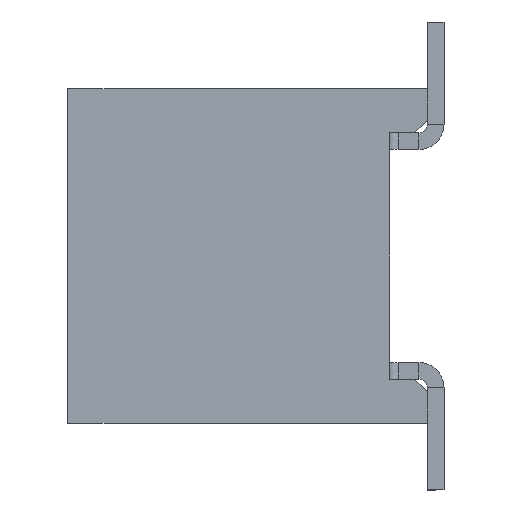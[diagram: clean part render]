
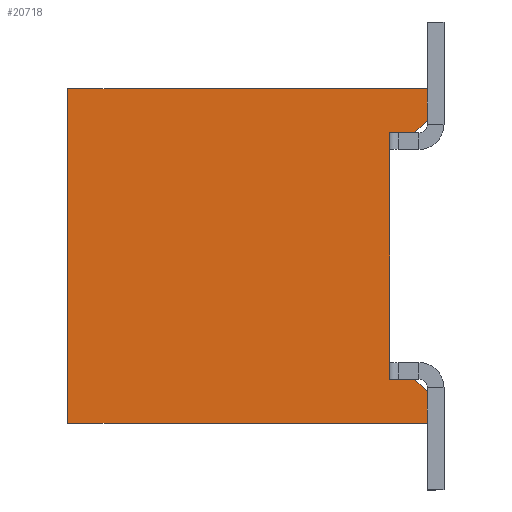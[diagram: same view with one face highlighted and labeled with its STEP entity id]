
A CAD part, left-side view. The second image highlights one B-rep face of the part: STEP entity #20718.
In plain terms, the highlighted planar face has unit normal (-1, 0, 0).
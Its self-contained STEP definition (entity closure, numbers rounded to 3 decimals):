
#989=PLANE('',#22423);
#2131=FACE_OUTER_BOUND('',#3273,.T.);
#3273=EDGE_LOOP('',(#17440,#17441,#17442,#17443,#17444,#17445,#17446,#17447,
#17448,#17449));
#4233=LINE('',#28909,#6273);
#4498=LINE('',#30015,#6538);
#5593=LINE('',#35971,#7633);
#5744=LINE('',#36811,#7784);
#5747=LINE('',#36815,#7787);
#5748=LINE('',#36817,#7788);
#5749=LINE('',#36818,#7789);
#5750=LINE('',#36820,#7790);
#5751=LINE('',#36822,#7791);
#5752=LINE('',#36823,#7792);
#6273=VECTOR('',#23071,1.);
#6538=VECTOR('',#23678,1.);
#7633=VECTOR('',#26891,1.);
#7784=VECTOR('',#27344,1.);
#7787=VECTOR('',#27349,1.);
#7788=VECTOR('',#27352,1.);
#7789=VECTOR('',#27353,1.);
#7790=VECTOR('',#27354,1.);
#7791=VECTOR('',#27355,1.);
#7792=VECTOR('',#27356,1.);
#8292=VERTEX_POINT('',#28906);
#8293=VERTEX_POINT('',#28908);
#8550=VERTEX_POINT('',#30012);
#8551=VERTEX_POINT('',#30014);
#9468=VERTEX_POINT('',#35968);
#9469=VERTEX_POINT('',#35970);
#9594=VERTEX_POINT('',#36808);
#9595=VERTEX_POINT('',#36810);
#9596=VERTEX_POINT('',#36819);
#9597=VERTEX_POINT('',#36821);
#10053=EDGE_CURVE('',#8293,#8292,#4233,.T.);
#10414=EDGE_CURVE('',#8550,#8551,#4498,.T.);
#12055=EDGE_CURVE('',#9469,#9468,#5593,.T.);
#12284=EDGE_CURVE('',#9595,#9594,#5744,.T.);
#12287=EDGE_CURVE('',#9468,#8293,#5747,.T.);
#12288=EDGE_CURVE('',#8292,#8551,#5748,.T.);
#12289=EDGE_CURVE('',#8550,#9595,#5749,.T.);
#12290=EDGE_CURVE('',#9594,#9596,#5750,.T.);
#12291=EDGE_CURVE('',#9597,#9596,#5751,.T.);
#12292=EDGE_CURVE('',#9469,#9597,#5752,.T.);
#17440=ORIENTED_EDGE('',*,*,#10053,.T.);
#17441=ORIENTED_EDGE('',*,*,#12288,.T.);
#17442=ORIENTED_EDGE('',*,*,#10414,.F.);
#17443=ORIENTED_EDGE('',*,*,#12289,.T.);
#17444=ORIENTED_EDGE('',*,*,#12284,.T.);
#17445=ORIENTED_EDGE('',*,*,#12290,.T.);
#17446=ORIENTED_EDGE('',*,*,#12291,.F.);
#17447=ORIENTED_EDGE('',*,*,#12292,.F.);
#17448=ORIENTED_EDGE('',*,*,#12055,.T.);
#17449=ORIENTED_EDGE('',*,*,#12287,.T.);
#20718=ADVANCED_FACE('',(#2131),#989,.T.);
#22423=AXIS2_PLACEMENT_3D('',#36816,#27350,#27351);
#23071=DIRECTION('',(0.,1.,0.));
#23678=DIRECTION('',(0.,1.,0.));
#26891=DIRECTION('',(0.,0.,1.));
#27344=DIRECTION('',(0.,0.,1.));
#27349=DIRECTION('',(0.,0.707,0.707));
#27350=DIRECTION('center_axis',(-1.,0.,0.));
#27351=DIRECTION('ref_axis',(0.,0.,
-1.));
#27352=DIRECTION('',(0.,0.,1.));
#27353=DIRECTION('',(0.,-0.707,0.707));
#27354=DIRECTION('',(0.,1.,0.));
#27355=DIRECTION('',(0.,0.,1.));
#27356=DIRECTION('',(0.,1.,0.));
#28906=CARTESIAN_POINT('',(-31.474,-4.082,1.536));
#28908=CARTESIAN_POINT('',(-31.474,-4.382,1.536));
#28909=CARTESIAN_POINT('',(-31.474,-4.382,1.536));
#30012=CARTESIAN_POINT('',(-31.474,-4.382,4.486));
#30014=CARTESIAN_POINT('',(-31.474,-4.082,4.486));
#30015=CARTESIAN_POINT('',(-31.474,-4.382,4.486));
#35968=CARTESIAN_POINT('',(-31.474,-4.532,1.386));
#35970=CARTESIAN_POINT('',(-31.474,-4.532,1.011));
#35971=CARTESIAN_POINT('',(-31.474,-4.532,1.011));
#36808=CARTESIAN_POINT('',(-31.474,-4.532,5.011));
#36810=CARTESIAN_POINT('',(-31.474,-4.532,4.636));
#36811=CARTESIAN_POINT('',(-31.474,-4.532,4.636));
#36815=CARTESIAN_POINT('',(-31.474,-4.532,1.386));
#36816=CARTESIAN_POINT('Origin',(-31.474,-4.532,1.011));
#36817=CARTESIAN_POINT('',(-31.474,-4.082,1.536));
#36818=CARTESIAN_POINT('',(-31.474,-4.382,4.486));
#36819=CARTESIAN_POINT('',(-31.474,-0.232,5.011));
#36820=CARTESIAN_POINT('',(-31.474,-4.532,5.011));
#36821=CARTESIAN_POINT('',(-31.474,-0.232,1.011));
#36822=CARTESIAN_POINT('',(-31.474,-0.232,1.011));
#36823=CARTESIAN_POINT('',(-31.474,-4.532,1.011));
